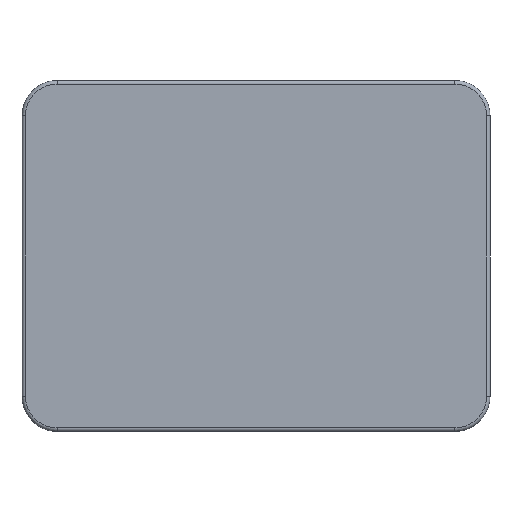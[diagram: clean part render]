
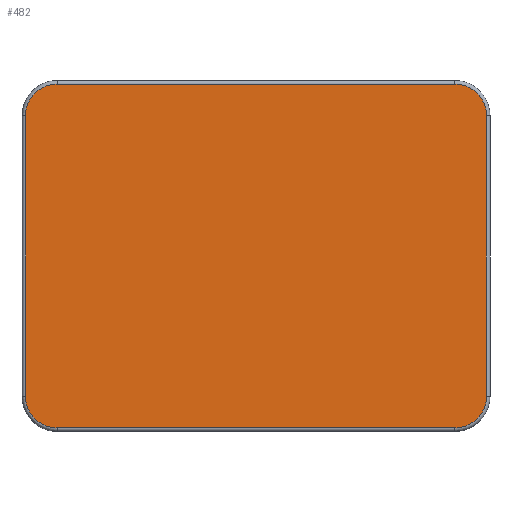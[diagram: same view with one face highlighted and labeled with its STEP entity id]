
A CAD part, front view. The second image highlights one B-rep face of the part: STEP entity #482.
In plain terms, the highlighted planar face has unit normal (0, -1, 0).
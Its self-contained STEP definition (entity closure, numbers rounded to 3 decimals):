
#6 = VERTEX_POINT ( 'NONE', #1045 ) ;
#13 = CARTESIAN_POINT ( 'NONE',  ( -17., -24.9, 14.7 ) ) ;
#16 = VECTOR ( 'NONE', #811, 1000. ) ;
#24 = ORIENTED_EDGE ( 'NONE', *, *, #1021, .T. ) ;
#43 = CARTESIAN_POINT ( 'NONE',  ( -19.7, -24.9, -12. ) ) ;
#59 = LINE ( 'NONE', #310, #524 ) ;
#130 = CARTESIAN_POINT ( 'NONE',  ( -17., -24.9, -12. ) ) ;
#135 = CARTESIAN_POINT ( 'NONE',  ( 19.7, -24.9, 12. ) ) ;
#161 = CIRCLE ( 'NONE', #260, 2.7 ) ;
#182 = VERTEX_POINT ( 'NONE', #1054 ) ;
#199 = CIRCLE ( 'NONE', #332, 2.7 ) ;
#260 = AXIS2_PLACEMENT_3D ( 'NONE', #130, #907, #388 ) ;
#266 = ORIENTED_EDGE ( 'NONE', *, *, #1050, .T. ) ;
#300 = EDGE_LOOP ( 'NONE', ( #973, #266, #996, #700, #308, #894, #24, #673 ) ) ;
#307 = CARTESIAN_POINT ( 'NONE',  ( 17., -24.9, -14.7 ) ) ;
#308 = ORIENTED_EDGE ( 'NONE', *, *, #419, .T. ) ;
#310 = CARTESIAN_POINT ( 'NONE',  ( 19.7, -24.9, 12. ) ) ;
#332 = AXIS2_PLACEMENT_3D ( 'NONE', #713, #576, #450 ) ;
#352 = DIRECTION ( 'NONE',  ( 0., 0., -1. ) ) ;
#381 = EDGE_CURVE ( 'NONE', #446, #547, #765, .T. ) ;
#388 = DIRECTION ( 'NONE',  ( 0., 0., -1. ) ) ;
#399 = DIRECTION ( 'NONE',  ( 0., -1., 0. ) ) ;
#405 = DIRECTION ( 'NONE',  ( 0., 0., 1. ) ) ;
#418 = CARTESIAN_POINT ( 'NONE',  ( 0., -24.9, 0. ) ) ;
#419 = EDGE_CURVE ( 'NONE', #512, #446, #59, .T. ) ;
#439 = CARTESIAN_POINT ( 'NONE',  ( 17., -24.9, -12. ) ) ;
#446 = VERTEX_POINT ( 'NONE', #135 ) ;
#450 = DIRECTION ( 'NONE',  ( 0., 0., -1. ) ) ;
#469 = VERTEX_POINT ( 'NONE', #865 ) ;
#482 = ADVANCED_FACE ( 'NONE', ( #954 ), #1102, .T. ) ;
#502 = LINE ( 'NONE', #307, #581 ) ;
#512 = VERTEX_POINT ( 'NONE', #597 ) ;
#517 = AXIS2_PLACEMENT_3D ( 'NONE', #418, #688, #1018 ) ;
#524 = VECTOR ( 'NONE', #405, 1000. ) ;
#547 = VERTEX_POINT ( 'NONE', #694 ) ;
#576 = DIRECTION ( 'NONE',  ( 0., -1., 0. ) ) ;
#581 = VECTOR ( 'NONE', #759, 1000. ) ;
#585 = CARTESIAN_POINT ( 'NONE',  ( 17., -24.9, 12. ) ) ;
#597 = CARTESIAN_POINT ( 'NONE',  ( 19.7, -24.9, -12. ) ) ;
#601 = EDGE_CURVE ( 'NONE', #6, #512, #925, .T. ) ;
#616 = DIRECTION ( 'NONE',  ( 0., -1., 0. ) ) ;
#627 = EDGE_CURVE ( 'NONE', #469, #706, #875, .T. ) ;
#638 = VERTEX_POINT ( 'NONE', #13 ) ;
#663 = EDGE_CURVE ( 'NONE', #638, #469, #199, .T. ) ;
#673 = ORIENTED_EDGE ( 'NONE', *, *, #663, .T. ) ;
#688 = DIRECTION ( 'NONE',  ( 0., -1., 0. ) ) ;
#694 = CARTESIAN_POINT ( 'NONE',  ( 17., -24.9, 14.7 ) ) ;
#700 = ORIENTED_EDGE ( 'NONE', *, *, #601, .T. ) ;
#706 = VERTEX_POINT ( 'NONE', #43 ) ;
#713 = CARTESIAN_POINT ( 'NONE',  ( -17., -24.9, 12. ) ) ;
#759 = DIRECTION ( 'NONE',  ( 1., 0., 0. ) ) ;
#765 = CIRCLE ( 'NONE', #902, 2.7 ) ;
#794 = AXIS2_PLACEMENT_3D ( 'NONE', #439, #616, #867 ) ;
#797 = CARTESIAN_POINT ( 'NONE',  ( -19.7, -24.9, -12. ) ) ;
#811 = DIRECTION ( 'NONE',  ( -1., 0., 0. ) ) ;
#846 = DIRECTION ( 'NONE',  ( 0., 0., -1. ) ) ;
#850 = VECTOR ( 'NONE', #352, 1000. ) ;
#857 = EDGE_CURVE ( 'NONE', #182, #6, #502, .T. ) ;
#865 = CARTESIAN_POINT ( 'NONE',  ( -19.7, -24.9, 12. ) ) ;
#867 = DIRECTION ( 'NONE',  ( 0., 0., -1. ) ) ;
#875 = LINE ( 'NONE', #797, #850 ) ;
#894 = ORIENTED_EDGE ( 'NONE', *, *, #381, .T. ) ;
#902 = AXIS2_PLACEMENT_3D ( 'NONE', #585, #399, #846 ) ;
#907 = DIRECTION ( 'NONE',  ( 0., -1., 0. ) ) ;
#925 = CIRCLE ( 'NONE', #794, 2.7 ) ;
#954 = FACE_OUTER_BOUND ( 'NONE', #300, .T. ) ;
#973 = ORIENTED_EDGE ( 'NONE', *, *, #627, .T. ) ;
#996 = ORIENTED_EDGE ( 'NONE', *, *, #857, .T. ) ;
#1018 = DIRECTION ( 'NONE',  ( 0., 0., -1. ) ) ;
#1021 = EDGE_CURVE ( 'NONE', #547, #638, #1049, .T. ) ;
#1045 = CARTESIAN_POINT ( 'NONE',  ( 17., -24.9, -14.7 ) ) ;
#1047 = CARTESIAN_POINT ( 'NONE',  ( -17., -24.9, 14.7 ) ) ;
#1049 = LINE ( 'NONE', #1047, #16 ) ;
#1050 = EDGE_CURVE ( 'NONE', #706, #182, #161, .T. ) ;
#1054 = CARTESIAN_POINT ( 'NONE',  ( -17., -24.9, -14.7 ) ) ;
#1102 = PLANE ( 'NONE',  #517 ) ;
